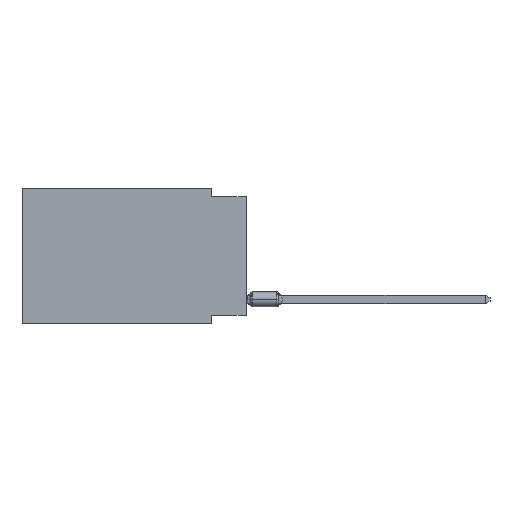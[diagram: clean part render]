
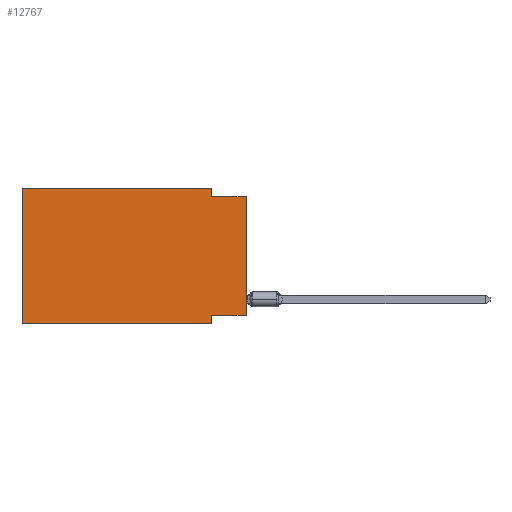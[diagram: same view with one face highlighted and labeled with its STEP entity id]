
A CAD part, left-side view. The second image highlights one B-rep face of the part: STEP entity #12767.
In plain terms, the highlighted planar face has unit normal (-1, 0, 0).
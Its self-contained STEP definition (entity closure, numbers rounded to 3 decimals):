
#262 = VECTOR ( 'NONE', #8046, 1000. ) ;
#521 = CARTESIAN_POINT ( 'NONE',  ( 0., 2.54, -0.635 ) ) ;
#800 = DIRECTION ( 'NONE',  ( 0., -1., 0. ) ) ;
#1238 = DIRECTION ( 'NONE',  ( 0., -1., 0. ) ) ;
#1267 = CARTESIAN_POINT ( 'NONE',  ( 0., 0., -0.635 ) ) ;
#1434 = CARTESIAN_POINT ( 'NONE',  ( 0., 0., -9.271 ) ) ;
#1497 = CARTESIAN_POINT ( 'NONE',  ( 0., 16.383, 0. ) ) ;
#2212 = DIRECTION ( 'NONE',  ( 0., 0., -1. ) ) ;
#2312 = ORIENTED_EDGE ( 'NONE', *, *, #6022, .F. ) ;
#2741 = ORIENTED_EDGE ( 'NONE', *, *, #7281, .T. ) ;
#2822 = LINE ( 'NONE', #8664, #2866 ) ;
#2866 = VECTOR ( 'NONE', #5436, 1000. ) ;
#3350 = LINE ( 'NONE', #11734, #9305 ) ;
#3680 = LINE ( 'NONE', #12274, #262 ) ;
#3768 = DIRECTION ( 'NONE',  ( 0., 1., 0. ) ) ;
#3896 = VECTOR ( 'NONE', #1238, 1000. ) ;
#3902 = ORIENTED_EDGE ( 'NONE', *, *, #12144, .F. ) ;
#3982 = CARTESIAN_POINT ( 'NONE',  ( 0., 16.383, 0. ) ) ;
#4261 = CARTESIAN_POINT ( 'NONE',  ( 0., 2.54, 0. ) ) ;
#4555 = VECTOR ( 'NONE', #10020, 1000. ) ;
#4905 = VERTEX_POINT ( 'NONE', #3982 ) ;
#5334 = VERTEX_POINT ( 'NONE', #13774 ) ;
#5340 = DIRECTION ( 'NONE',  ( 0., 0., -1. ) ) ;
#5408 = EDGE_CURVE ( 'NONE', #12440, #5334, #9204, .T. ) ;
#5436 = DIRECTION ( 'NONE',  ( 0., 0., -1. ) ) ;
#5480 = ORIENTED_EDGE ( 'NONE', *, *, #5408, .F. ) ;
#5501 = FACE_OUTER_BOUND ( 'NONE', #10841, .T. ) ;
#5617 = EDGE_CURVE ( 'NONE', #12108, #6550, #7831, .T. ) ;
#5677 = CARTESIAN_POINT ( 'NONE',  ( 0., 0., -0.635 ) ) ;
#6022 = EDGE_CURVE ( 'NONE', #5334, #11949, #2822, .T. ) ;
#6495 = LINE ( 'NONE', #13206, #8747 ) ;
#6550 = VERTEX_POINT ( 'NONE', #1267 ) ;
#6901 = VERTEX_POINT ( 'NONE', #4261 ) ;
#6952 = LINE ( 'NONE', #1497, #4555 ) ;
#7281 = EDGE_CURVE ( 'NONE', #9548, #11949, #9550, .T. ) ;
#7592 = EDGE_CURVE ( 'NONE', #6901, #12108, #6495, .T. ) ;
#7831 = LINE ( 'NONE', #5677, #3896 ) ;
#8046 = DIRECTION ( 'NONE',  ( 0., 0., 1. ) ) ;
#8154 = ORIENTED_EDGE ( 'NONE', *, *, #7592, .F. ) ;
#8664 = CARTESIAN_POINT ( 'NONE',  ( 0., 2.54, -9.906 ) ) ;
#8747 = VECTOR ( 'NONE', #5340, 1000. ) ;
#8768 = CARTESIAN_POINT ( 'NONE',  ( 0., 2.54, -9.906 ) ) ;
#8847 = VECTOR ( 'NONE', #800, 1000. ) ;
#9087 = EDGE_CURVE ( 'NONE', #12440, #6550, #3350, .T. ) ;
#9204 = LINE ( 'NONE', #13573, #12107 ) ;
#9305 = VECTOR ( 'NONE', #10648, 1000. ) ;
#9443 = CARTESIAN_POINT ( 'NONE',  ( 0., 16.383, -9.906 ) ) ;
#9527 = EDGE_CURVE ( 'NONE', #4905, #6901, #6952, .T. ) ;
#9548 = VERTEX_POINT ( 'NONE', #9443 ) ;
#9550 = LINE ( 'NONE', #11691, #8847 ) ;
#9661 = PLANE ( 'NONE',  #9895 ) ;
#9773 = ORIENTED_EDGE ( 'NONE', *, *, #9087, .T. ) ;
#9895 = AXIS2_PLACEMENT_3D ( 'NONE', #12878, #12952, #2212 ) ;
#10020 = DIRECTION ( 'NONE',  ( 0., -1., 0. ) ) ;
#10189 = ORIENTED_EDGE ( 'NONE', *, *, #9527, .F. ) ;
#10648 = DIRECTION ( 'NONE',  ( 0., 0., 1. ) ) ;
#10841 = EDGE_LOOP ( 'NONE', ( #9773, #13564, #8154, #10189, #3902, #2741, #2312, #5480 ) ) ;
#11691 = CARTESIAN_POINT ( 'NONE',  ( 0., 16.383, -9.906 ) ) ;
#11734 = CARTESIAN_POINT ( 'NONE',  ( 0., 0., 0. ) ) ;
#11949 = VERTEX_POINT ( 'NONE', #8768 ) ;
#12107 = VECTOR ( 'NONE', #3768, 1000. ) ;
#12108 = VERTEX_POINT ( 'NONE', #521 ) ;
#12144 = EDGE_CURVE ( 'NONE', #9548, #4905, #3680, .T. ) ;
#12274 = CARTESIAN_POINT ( 'NONE',  ( 0., 16.383, 0. ) ) ;
#12440 = VERTEX_POINT ( 'NONE', #1434 ) ;
#12767 = ADVANCED_FACE ( 'NONE', ( #5501 ), #9661, .F. ) ;
#12878 = CARTESIAN_POINT ( 'NONE',  ( 0., 16.383, 0. ) ) ;
#12952 = DIRECTION ( 'NONE',  ( 1., 0., 0. ) ) ;
#13206 = CARTESIAN_POINT ( 'NONE',  ( 0., 2.54, 0. ) ) ;
#13564 = ORIENTED_EDGE ( 'NONE', *, *, #5617, .F. ) ;
#13573 = CARTESIAN_POINT ( 'NONE',  ( 0., 0., -9.271 ) ) ;
#13774 = CARTESIAN_POINT ( 'NONE',  ( 0., 2.54, -9.271 ) ) ;
